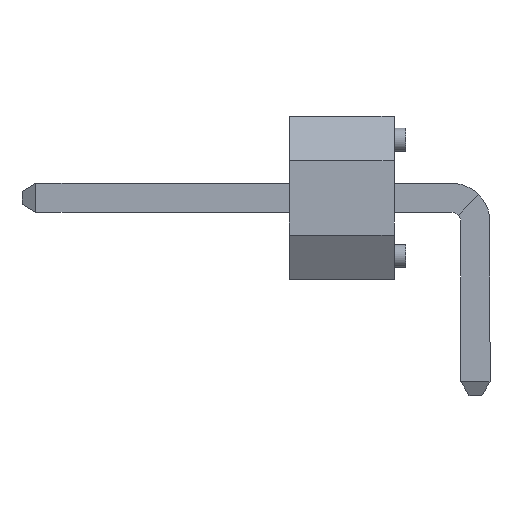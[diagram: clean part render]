
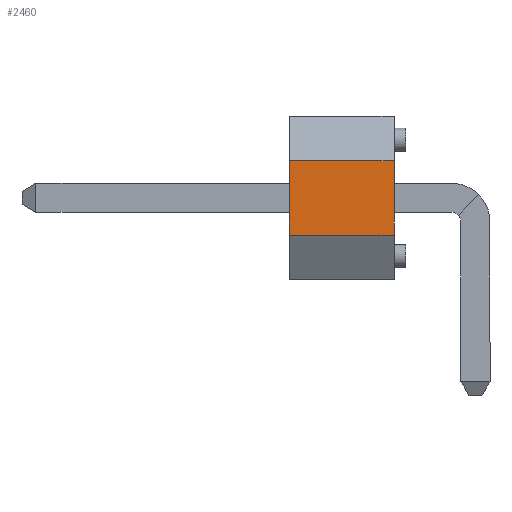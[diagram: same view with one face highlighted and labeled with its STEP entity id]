
A CAD part, left-side view. The second image highlights one B-rep face of the part: STEP entity #2460.
In plain terms, the highlighted planar face has unit normal (-1, 0, 0).
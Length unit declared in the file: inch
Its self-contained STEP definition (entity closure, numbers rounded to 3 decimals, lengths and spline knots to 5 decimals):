
#351 = ORIENTED_EDGE ( 'NONE', *, *, #1027, .F. ) ;
#364 = CARTESIAN_POINT ( 'NONE',  ( -1.8, -0.09, 0.032 ) ) ;
#431 = AXIS2_PLACEMENT_3D ( 'NONE', #2635, #2611, #2634 ) ;
#485 = CARTESIAN_POINT ( 'NONE',  ( -1.8, -0.09, -0.032 ) ) ;
#608 = DIRECTION ( 'NONE',  ( 0., 1., 0. ) ) ;
#617 = CARTESIAN_POINT ( 'NONE',  ( -1.8, -0.09, 0.032 ) ) ;
#821 = EDGE_CURVE ( 'NONE', #4031, #3683, #3673, .T. ) ;
#1019 = EDGE_CURVE ( 'NONE', #4031, #2490, #3516, .T. ) ;
#1024 = EDGE_CURVE ( 'NONE', #3683, #2667, #3566, .T. ) ;
#1027 = EDGE_CURVE ( 'NONE', #2490, #2667, #3496, .T. ) ;
#1861 = ORIENTED_EDGE ( 'NONE', *, *, #821, .T. ) ;
#2034 = CARTESIAN_POINT ( 'NONE',  ( -1.8, 0., -0.032 ) ) ;
#2302 = ORIENTED_EDGE ( 'NONE', *, *, #1024, .T. ) ;
#2330 = ORIENTED_EDGE ( 'NONE', *, *, #1019, .F. ) ;
#2366 = PLANE ( 'NONE',  #431 ) ;
#2460 = ADVANCED_FACE ( 'NONE', ( #2892 ), #2366, .T. ) ;
#2490 = VERTEX_POINT ( 'NONE', #2034 ) ;
#2611 = DIRECTION ( 'NONE',  ( -1., 0., 0. ) ) ;
#2634 = DIRECTION ( 'NONE',  ( 0., 0., 1. ) ) ;
#2635 = CARTESIAN_POINT ( 'NONE',  ( -1.8, -0.09, 0.07 ) ) ;
#2667 = VERTEX_POINT ( 'NONE', #4017 ) ;
#2707 = DIRECTION ( 'NONE',  ( 0., 0., 1. ) ) ;
#2748 = EDGE_LOOP ( 'NONE', ( #2330, #1861, #2302, #351 ) ) ;
#2795 = CARTESIAN_POINT ( 'NONE',  ( -1.8, -0.09, 0.07 ) ) ;
#2892 = FACE_OUTER_BOUND ( 'NONE', #2748, .T. ) ;
#3461 = VECTOR ( 'NONE', #3921, 39.37008 ) ;
#3496 = LINE ( 'NONE', #3898, #3461 ) ;
#3500 = VECTOR ( 'NONE', #608, 39.37008 ) ;
#3506 = VECTOR ( 'NONE', #3797, 39.37008 ) ;
#3516 = LINE ( 'NONE', #3781, #3500 ) ;
#3566 = LINE ( 'NONE', #617, #3506 ) ;
#3673 = LINE ( 'NONE', #2795, #3969 ) ;
#3683 = VERTEX_POINT ( 'NONE', #364 ) ;
#3781 = CARTESIAN_POINT ( 'NONE',  ( -1.8, -0.09, -0.032 ) ) ;
#3797 = DIRECTION ( 'NONE',  ( 0., 1., 0. ) ) ;
#3898 = CARTESIAN_POINT ( 'NONE',  ( -1.8, 0., 0.07 ) ) ;
#3921 = DIRECTION ( 'NONE',  ( 0., 0., 1. ) ) ;
#3969 = VECTOR ( 'NONE', #2707, 39.37008 ) ;
#4017 = CARTESIAN_POINT ( 'NONE',  ( -1.8, 0., 0.032 ) ) ;
#4031 = VERTEX_POINT ( 'NONE', #485 ) ;
